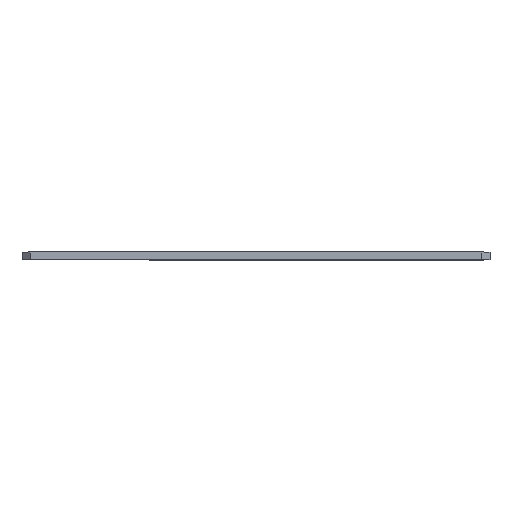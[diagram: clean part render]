
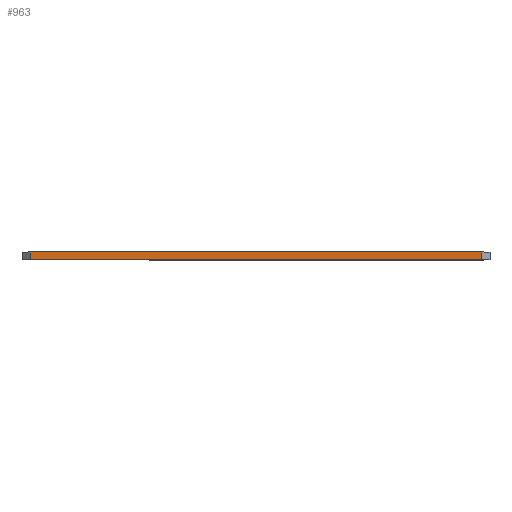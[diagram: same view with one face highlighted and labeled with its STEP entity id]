
A CAD part, top view. The second image highlights one B-rep face of the part: STEP entity #963.
In plain terms, the highlighted planar face has unit normal (0, 0, 1).
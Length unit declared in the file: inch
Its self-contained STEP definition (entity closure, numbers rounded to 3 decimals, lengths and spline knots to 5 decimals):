
#65=PLANE('',#1080);
#107=FACE_OUTER_BOUND('',#166,.T.);
#166=EDGE_LOOP('',(#839,#840,#841,#842));
#243=LINE('',#1605,#319);
#254=LINE('',#1626,#330);
#256=LINE('',#1630,#332);
#257=LINE('',#1631,#333);
#319=VECTOR('',#1327,0.3937);
#330=VECTOR('',#1344,0.3937);
#332=VECTOR('',#1348,0.3937);
#333=VECTOR('',#1349,0.3937);
#486=VERTEX_POINT('',#1602);
#487=VERTEX_POINT('',#1604);
#494=VERTEX_POINT('',#1624);
#495=VERTEX_POINT('',#1629);
#611=EDGE_CURVE('',#487,#486,#243,.T.);
#622=EDGE_CURVE('',#494,#486,#254,.T.);
#624=EDGE_CURVE('',#495,#494,#256,.T.);
#625=EDGE_CURVE('',#487,#495,#257,.T.);
#839=ORIENTED_EDGE('',*,*,#622,.F.);
#840=ORIENTED_EDGE('',*,*,#624,.F.);
#841=ORIENTED_EDGE('',*,*,#625,.F.);
#842=ORIENTED_EDGE('',*,*,#611,.T.);
#963=ADVANCED_FACE('',(#107),#65,.T.);
#1080=AXIS2_PLACEMENT_3D('',#1628,#1346,#1347);
#1327=DIRECTION('',(1.,0.,0.));
#1344=DIRECTION('',(0.,-1.,0.));
#1346=DIRECTION('center_axis',(0.,0.,1.));
#1347=DIRECTION('ref_axis',(1.,0.,0.));
#1348=DIRECTION('',(1.,0.,0.));
#1349=DIRECTION('',(0.,1.,0.));
#1602=CARTESIAN_POINT('',(8.26703,0.,7.85486));
#1604=CARTESIAN_POINT('',(0.42855,0.,7.85486));
#1605=CARTESIAN_POINT('',(0.28855,0.,7.85486));
#1624=CARTESIAN_POINT('',(8.26703,0.125,7.85486));
#1626=CARTESIAN_POINT('',(8.26703,0.,7.85486));
#1628=CARTESIAN_POINT('Origin',(0.28855,0.,7.85486));
#1629=CARTESIAN_POINT('',(0.42855,0.125,7.85486));
#1630=CARTESIAN_POINT('',(0.28855,0.125,7.85486));
#1631=CARTESIAN_POINT('',(0.42855,0.,7.85486));
